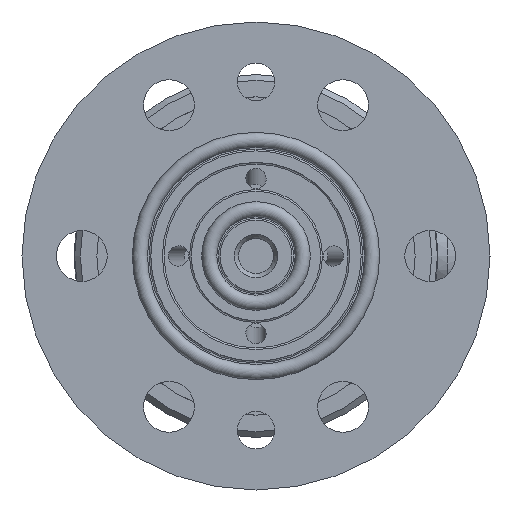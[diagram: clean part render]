
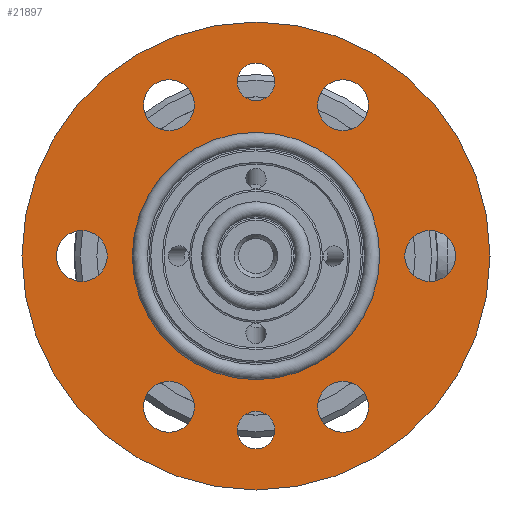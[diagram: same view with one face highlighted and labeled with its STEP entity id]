
A CAD part, left-side view. The second image highlights one B-rep face of the part: STEP entity #21897.
In plain terms, the highlighted planar face has unit normal (-1, 0, 0).
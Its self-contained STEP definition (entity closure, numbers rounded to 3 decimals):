
#743=PLANE('',#23467);
#1253=FACE_BOUND('',#3384,.T.);
#1254=FACE_BOUND('',#3385,.T.);
#1255=FACE_BOUND('',#3386,.T.);
#1256=FACE_BOUND('',#3387,.T.);
#1257=FACE_BOUND('',#3388,.T.);
#1258=FACE_BOUND('',#3389,.T.);
#1259=FACE_BOUND('',#3390,.T.);
#1260=FACE_BOUND('',#3391,.T.);
#1261=FACE_BOUND('',#3392,.T.);
#1541=CIRCLE('',#23401,21.4);
#1555=CIRCLE('',#23418,40.5);
#1556=CIRCLE('',#23419,40.5);
#1567=CIRCLE('',#23443,3.25);
#1568=CIRCLE('',#23444,3.25);
#1569=CIRCLE('',#23446,3.25);
#1570=CIRCLE('',#23447,3.25);
#1571=CIRCLE('',#23449,4.4);
#1572=CIRCLE('',#23450,4.4);
#1573=CIRCLE('',#23452,4.4);
#1574=CIRCLE('',#23453,4.4);
#1575=CIRCLE('',#23455,4.4);
#1576=CIRCLE('',#23456,4.4);
#1577=CIRCLE('',#23458,4.4);
#1578=CIRCLE('',#23459,4.4);
#1579=CIRCLE('',#23461,4.4);
#1580=CIRCLE('',#23462,4.4);
#1581=CIRCLE('',#23464,4.4);
#1582=CIRCLE('',#23465,4.4);
#2040=FACE_OUTER_BOUND('',#3383,.T.);
#3383=EDGE_LOOP('',(#15588,#15589));
#3384=EDGE_LOOP('',(#15590,#15591));
#3385=EDGE_LOOP('',(#15592,#15593));
#3386=EDGE_LOOP('',(#15594,#15595));
#3387=EDGE_LOOP('',(#15596,#15597));
#3388=EDGE_LOOP('',(#15598,#15599));
#3389=EDGE_LOOP('',(#15600,#15601));
#3390=EDGE_LOOP('',(#15602,#15603));
#3391=EDGE_LOOP('',(#15604,#15605));
#3392=EDGE_LOOP('',(#15606));
#9592=VERTEX_POINT('',#33432);
#9606=VERTEX_POINT('',#33465);
#9607=VERTEX_POINT('',#33467);
#9621=VERTEX_POINT('',#33513);
#9622=VERTEX_POINT('',#33515);
#9623=VERTEX_POINT('',#33519);
#9624=VERTEX_POINT('',#33521);
#9625=VERTEX_POINT('',#33525);
#9626=VERTEX_POINT('',#33527);
#9627=VERTEX_POINT('',#33531);
#9628=VERTEX_POINT('',#33533);
#9629=VERTEX_POINT('',#33537);
#9630=VERTEX_POINT('',#33539);
#9631=VERTEX_POINT('',#33543);
#9632=VERTEX_POINT('',#33545);
#9633=VERTEX_POINT('',#33549);
#9634=VERTEX_POINT('',#33551);
#9635=VERTEX_POINT('',#33555);
#9636=VERTEX_POINT('',#33557);
#11940=EDGE_CURVE('',#9592,#9592,#1541,.T.);
#11957=EDGE_CURVE('',#9606,#9607,#1555,.T.);
#11958=EDGE_CURVE('',#9607,#9606,#1556,.T.);
#11981=EDGE_CURVE('',#9622,#9621,#1567,.T.);
#11982=EDGE_CURVE('',#9621,#9622,#1568,.T.);
#11984=EDGE_CURVE('',#9624,#9623,#1569,.T.);
#11985=EDGE_CURVE('',#9623,#9624,#1570,.T.);
#11987=EDGE_CURVE('',#9626,#9625,#1571,.T.);
#11988=EDGE_CURVE('',#9625,#9626,#1572,.T.);
#11990=EDGE_CURVE('',#9628,#9627,#1573,.T.);
#11991=EDGE_CURVE('',#9627,#9628,#1574,.T.);
#11993=EDGE_CURVE('',#9630,#9629,#1575,.T.);
#11994=EDGE_CURVE('',#9629,#9630,#1576,.T.);
#11996=EDGE_CURVE('',#9632,#9631,#1577,.T.);
#11997=EDGE_CURVE('',#9631,#9632,#1578,.T.);
#11999=EDGE_CURVE('',#9634,#9633,#1579,.T.);
#12000=EDGE_CURVE('',#9633,#9634,#1580,.T.);
#12002=EDGE_CURVE('',#9636,#9635,#1581,.T.);
#12003=EDGE_CURVE('',#9635,#9636,#1582,.T.);
#15588=ORIENTED_EDGE('',*,*,#11958,.F.);
#15589=ORIENTED_EDGE('',*,*,#11957,.F.);
#15590=ORIENTED_EDGE('',*,*,#11981,.T.);
#15591=ORIENTED_EDGE('',*,*,#11982,.T.);
#15592=ORIENTED_EDGE('',*,*,#11984,.T.);
#15593=ORIENTED_EDGE('',*,*,#11985,.T.);
#15594=ORIENTED_EDGE('',*,*,#11987,.T.);
#15595=ORIENTED_EDGE('',*,*,#11988,.T.);
#15596=ORIENTED_EDGE('',*,*,#11990,.T.);
#15597=ORIENTED_EDGE('',*,*,#11991,.T.);
#15598=ORIENTED_EDGE('',*,*,#11993,.T.);
#15599=ORIENTED_EDGE('',*,*,#11994,.T.);
#15600=ORIENTED_EDGE('',*,*,#11996,.T.);
#15601=ORIENTED_EDGE('',*,*,#11997,.T.);
#15602=ORIENTED_EDGE('',*,*,#11999,.T.);
#15603=ORIENTED_EDGE('',*,*,#12000,.T.);
#15604=ORIENTED_EDGE('',*,*,#12002,.T.);
#15605=ORIENTED_EDGE('',*,*,#12003,.T.);
#15606=ORIENTED_EDGE('',*,*,#11940,.T.);
#21897=ADVANCED_FACE('',(#2040,#1253,#1254,#1255,#1256,#1257,#1258,#1259,
#1260,#1261),#743,.T.);
#23401=AXIS2_PLACEMENT_3D('',#33433,#25080,#25081);
#23418=AXIS2_PLACEMENT_3D('',#33468,#25117,#25118);
#23419=AXIS2_PLACEMENT_3D('',#33469,#25119,#25120);
#23443=AXIS2_PLACEMENT_3D('',#33516,#25175,#25176);
#23444=AXIS2_PLACEMENT_3D('',#33517,#25177,#25178);
#23446=AXIS2_PLACEMENT_3D('',#33522,#25182,#25183);
#23447=AXIS2_PLACEMENT_3D('',#33523,#25184,#25185);
#23449=AXIS2_PLACEMENT_3D('',#33528,#25189,#25190);
#23450=AXIS2_PLACEMENT_3D('',#33529,#25191,#25192);
#23452=AXIS2_PLACEMENT_3D('',#33534,#25196,#25197);
#23453=AXIS2_PLACEMENT_3D('',#33535,#25198,#25199);
#23455=AXIS2_PLACEMENT_3D('',#33540,#25203,#25204);
#23456=AXIS2_PLACEMENT_3D('',#33541,#25205,#25206);
#23458=AXIS2_PLACEMENT_3D('',#33546,#25210,#25211);
#23459=AXIS2_PLACEMENT_3D('',#33547,#25212,#25213);
#23461=AXIS2_PLACEMENT_3D('',#33552,#25217,#25218);
#23462=AXIS2_PLACEMENT_3D('',#33553,#25219,#25220);
#23464=AXIS2_PLACEMENT_3D('',#33558,#25224,#25225);
#23465=AXIS2_PLACEMENT_3D('',#33559,#25226,#25227);
#23467=AXIS2_PLACEMENT_3D('',#33561,#25230,#25231);
#25080=DIRECTION('center_axis',(1.,0.,0.));
#25081=DIRECTION('ref_axis',(0.,0.,1.));
#25117=DIRECTION('center_axis',(1.,0.,0.));
#25118=DIRECTION('ref_axis',(0.,0.,1.));
#25119=DIRECTION('center_axis',(1.,0.,0.));
#25120=DIRECTION('ref_axis',(0.,0.,1.));
#25175=DIRECTION('center_axis',(1.,0.,0.));
#25176=DIRECTION('ref_axis',(0.,0.,
1.));
#25177=DIRECTION('center_axis',(1.,0.,0.));
#25178=DIRECTION('ref_axis',(0.,0.,
1.));
#25182=DIRECTION('center_axis',(1.,0.,0.));
#25183=DIRECTION('ref_axis',(0.,0.,-1.));
#25184=DIRECTION('center_axis',(1.,0.,0.));
#25185=DIRECTION('ref_axis',(0.,0.,-1.));
#25189=DIRECTION('center_axis',(1.,0.,0.));
#25190=DIRECTION('ref_axis',(0.,-0.866,-0.5));
#25191=DIRECTION('center_axis',(1.,0.,0.));
#25192=DIRECTION('ref_axis',(0.,-0.866,-0.5));
#25196=DIRECTION('center_axis',(1.,0.,0.));
#25197=DIRECTION('ref_axis',(0.,-0.866,0.5));
#25198=DIRECTION('center_axis',(1.,0.,0.));
#25199=DIRECTION('ref_axis',(0.,-0.866,0.5));
#25203=DIRECTION('center_axis',(1.,0.,0.));
#25204=DIRECTION('ref_axis',(0.,0.,
1.));
#25205=DIRECTION('center_axis',(1.,0.,0.));
#25206=DIRECTION('ref_axis',(0.,0.,
1.));
#25210=DIRECTION('center_axis',(1.,0.,0.));
#25211=DIRECTION('ref_axis',(0.,0.866,0.5));
#25212=DIRECTION('center_axis',(1.,0.,0.));
#25213=DIRECTION('ref_axis',(0.,0.866,0.5));
#25217=DIRECTION('center_axis',(1.,0.,0.));
#25218=DIRECTION('ref_axis',(0.,0.866,-0.5));
#25219=DIRECTION('center_axis',(1.,0.,0.));
#25220=DIRECTION('ref_axis',(0.,0.866,-0.5));
#25224=DIRECTION('center_axis',(1.,0.,0.));
#25225=DIRECTION('ref_axis',(0.,0.,-1.));
#25226=DIRECTION('center_axis',(1.,0.,0.));
#25227=DIRECTION('ref_axis',(0.,0.,-1.));
#25230=DIRECTION('center_axis',(-1.,0.,0.));
#25231=DIRECTION('ref_axis',(0.,0.,
-1.));
#33432=CARTESIAN_POINT('',(-27.,0.,-21.4));
#33433=CARTESIAN_POINT('Origin',(-27.,0.,0.));
#33465=CARTESIAN_POINT('',(-27.,40.5,0.));
#33467=CARTESIAN_POINT('',(-27.,-40.5,0.));
#33468=CARTESIAN_POINT('Origin',(-27.,0.,0.));
#33469=CARTESIAN_POINT('Origin',(-27.,0.,0.));
#33513=CARTESIAN_POINT('',(-27.,0.,-33.4));
#33515=CARTESIAN_POINT('',(-27.,0.,-26.9));
#33516=CARTESIAN_POINT('Origin',(-27.,0.,-30.15));
#33517=CARTESIAN_POINT('Origin',(-27.,0.,-30.15));
#33519=CARTESIAN_POINT('',(-27.,0.,33.4));
#33521=CARTESIAN_POINT('',(-27.,0.,26.9));
#33522=CARTESIAN_POINT('Origin',(-27.,0.,30.15));
#33523=CARTESIAN_POINT('Origin',(-27.,0.,30.15));
#33525=CARTESIAN_POINT('',(-27.,-11.264,28.311));
#33527=CARTESIAN_POINT('',(-27.,-18.886,23.911));
#33528=CARTESIAN_POINT('Origin',(-27.,-15.075,26.111));
#33529=CARTESIAN_POINT('Origin',(-27.,-15.075,26.111));
#33531=CARTESIAN_POINT('',(-27.,18.886,23.911));
#33533=CARTESIAN_POINT('',(-27.,11.264,28.311));
#33534=CARTESIAN_POINT('Origin',(-27.,15.075,26.111));
#33535=CARTESIAN_POINT('Origin',(-27.,15.075,26.111));
#33537=CARTESIAN_POINT('',(-27.,30.15,-4.4));
#33539=CARTESIAN_POINT('',(-27.,30.15,4.4));
#33540=CARTESIAN_POINT('Origin',(-27.,30.15,0.));
#33541=CARTESIAN_POINT('Origin',(-27.,30.15,0.));
#33543=CARTESIAN_POINT('',(-27.,11.264,-28.311));
#33545=CARTESIAN_POINT('',(-27.,18.886,-23.911));
#33546=CARTESIAN_POINT('Origin',(-27.,15.075,-26.111));
#33547=CARTESIAN_POINT('Origin',(-27.,15.075,-26.111));
#33549=CARTESIAN_POINT('',(-27.,-18.886,-23.911));
#33551=CARTESIAN_POINT('',(-27.,-11.264,-28.311));
#33552=CARTESIAN_POINT('Origin',(-27.,-15.075,-26.111));
#33553=CARTESIAN_POINT('Origin',(-27.,-15.075,-26.111));
#33555=CARTESIAN_POINT('',(-27.,-30.15,4.4));
#33557=CARTESIAN_POINT('',(-27.,-30.15,-4.4));
#33558=CARTESIAN_POINT('Origin',(-27.,-30.15,0.));
#33559=CARTESIAN_POINT('Origin',(-27.,-30.15,0.));
#33561=CARTESIAN_POINT('Origin',(-27.,-40.5,0.));
